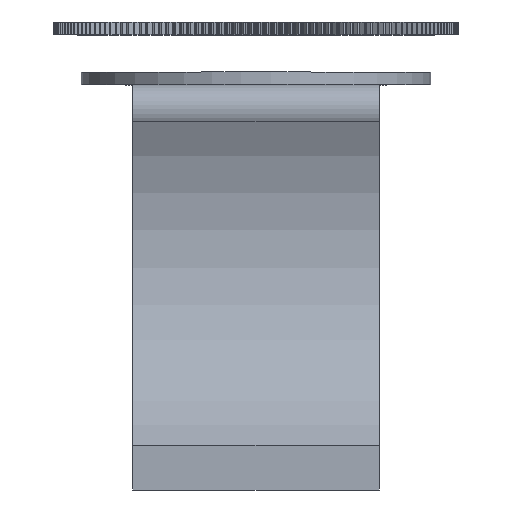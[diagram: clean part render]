
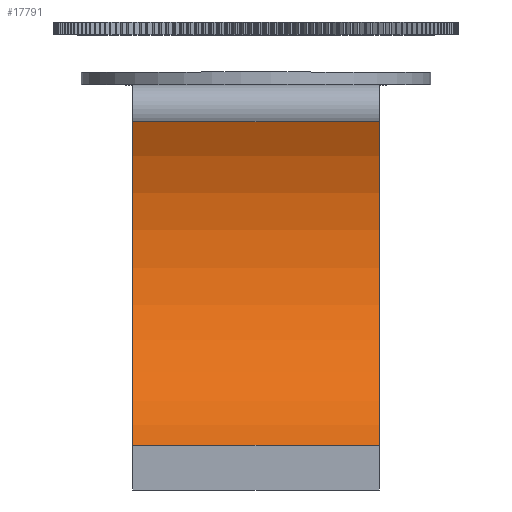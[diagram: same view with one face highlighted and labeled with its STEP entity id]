
A CAD part, top view. The second image highlights one B-rep face of the part: STEP entity #17791.
In plain terms, the highlighted cylindrical face has radius 76 mm (diameter 152 mm), a partial arc.
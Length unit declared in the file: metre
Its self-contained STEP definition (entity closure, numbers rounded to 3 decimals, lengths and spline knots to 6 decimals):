
#992=LINE('',#25796,#1973);
#993=LINE('',#25802,#1974);
#1973=VECTOR('',#20827,1.);
#1974=VECTOR('',#20834,1.);
#2961=ORIENTED_EDGE('',*,*,#8841,.T.);
#2962=ORIENTED_EDGE('',*,*,#8842,.F.);
#2963=ORIENTED_EDGE('',*,*,#8843,.F.);
#2964=ORIENTED_EDGE('',*,*,#8839,.T.);
#8839=EDGE_CURVE('',#11779,#11778,#992,.T.);
#8841=EDGE_CURVE('',#11778,#11780,#13746,.T.);
#8842=EDGE_CURVE('',#11781,#11780,#993,.T.);
#8843=EDGE_CURVE('',#11779,#11781,#13747,.T.);
#11778=VERTEX_POINT('',#25795);
#11779=VERTEX_POINT('',#25797);
#11780=VERTEX_POINT('',#25801);
#11781=VERTEX_POINT('',#25803);
#13746=CIRCLE('',#18823,0.076);
#13747=CIRCLE('',#18824,0.076);
#15065=EDGE_LOOP('',(#2961,#2962,#2963,#2964));
#16098=FACE_BOUND('',#15065,.T.);
#17130=CYLINDRICAL_SURFACE('',#18822,0.076);
#17791=ADVANCED_FACE('',(#16098),#17130,.F.);
#18822=AXIS2_PLACEMENT_3D('',#25799,#20830,#20831);
#18823=AXIS2_PLACEMENT_3D('',#25800,#20832,#20833);
#18824=AXIS2_PLACEMENT_3D('',#25804,#20835,#20836);
#20827=DIRECTION('',(-1.,0.,0.));
#20830=DIRECTION('',(-1.,0.,0.));
#20831=DIRECTION('',(0.,0.,1.));
#20832=DIRECTION('',(-1.,0.,0.));
#20833=DIRECTION('',(0.,0.,-1.));
#20834=DIRECTION('',(-1.,0.,0.));
#20835=DIRECTION('',(-1.,0.,0.));
#20836=DIRECTION('',(0.,0.,-1.));
#25795=CARTESIAN_POINT('',(-0.0395,-0.03181,-0.031906));
#25796=CARTESIAN_POINT('',(0.0395,-0.03181,-0.031906));
#25797=CARTESIAN_POINT('',(0.0395,-0.03181,-0.031906));
#25799=CARTESIAN_POINT('',(0.0395,-0.068,0.034924));
#25800=CARTESIAN_POINT('',(-0.0395,-0.068,0.034924));
#25801=CARTESIAN_POINT('',(-0.0395,-0.135501,0.));
#25802=CARTESIAN_POINT('',(0.0395,-0.135501,0.));
#25803=CARTESIAN_POINT('',(0.0395,-0.135501,0.));
#25804=CARTESIAN_POINT('',(0.0395,-0.068,0.034924));
